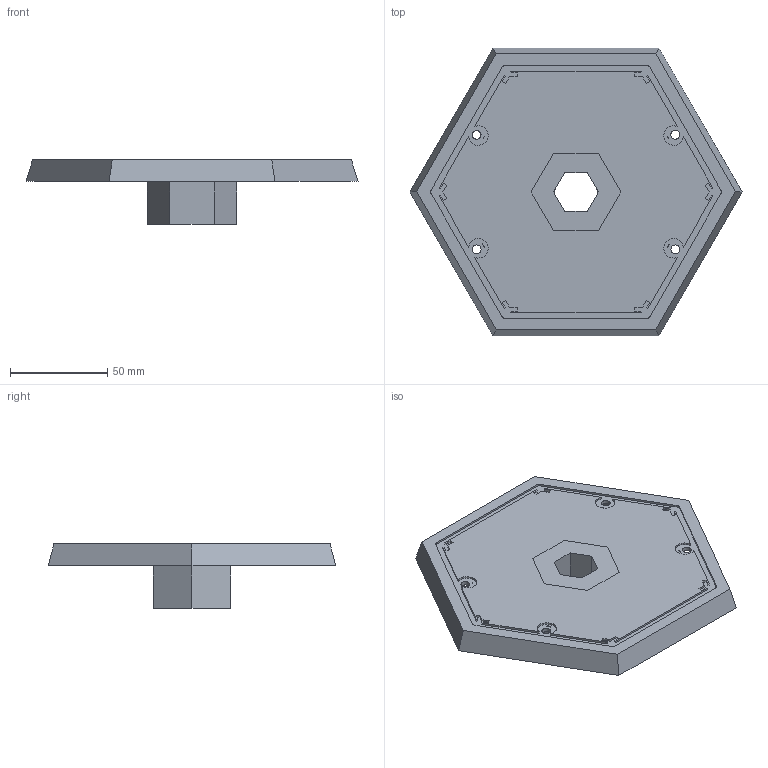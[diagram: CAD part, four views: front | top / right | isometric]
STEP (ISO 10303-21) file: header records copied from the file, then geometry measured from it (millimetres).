
FILE_DESCRIPTION(/* description */ (''),/* implementation_level */ '2;1');
FILE_NAME(/* name */ 'BottomV2.step',/* time_stamp */ '2023-01-17T13:47:13-07:00',/* author */ (''),/* organization */ (''),/* preprocessor_version */ 'ST-DEVELOPER v19.2',/* originating_system */ 'Autodesk Translation Framework v11.17.0.187',/* authorisation */ '');
FILE_SCHEMA (('AUTOMOTIVE_DESIGN { 1 0 10303 214 3 1 1 }'));
Length unit declared in the file: millimetre
Products named in the file (1): BottomV2
Bounding box: 170.77 x 147.89 x 33 mm (x, y, z)
Volume: 96374.7 mm3; surface area: 52789.5 mm2
Topology: 2 solids, 2 shells, 123 faces, 336 edges, 224 vertices
Faces by surface type: plane 101, cylinder 18, cone 4
Full cylindrical faces by diameter (mm): 4.5 x4
Entity records: 3928 total; most frequent: CARTESIAN_POINT 718, ORIENTED_EDGE 672, DIRECTION 616, EDGE_CURVE 336, LINE 296, VECTOR 296, VERTEX_POINT 224, AXIS2_PLACEMENT_3D 160
